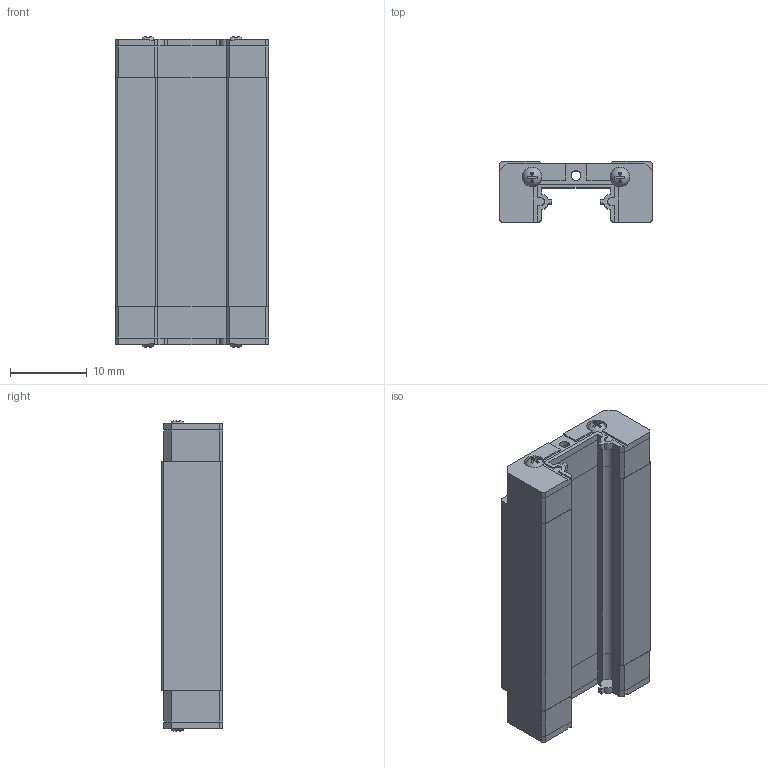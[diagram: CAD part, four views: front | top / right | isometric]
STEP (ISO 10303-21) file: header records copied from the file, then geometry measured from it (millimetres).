
FILE_DESCRIPTION (( 'STEP AP214' ), '1' );
FILE_NAME ('MGN9-H.STEP', '2025-09-18T19:07:34', ( '' ), ( '' ), 'SwSTEP 2.0', 'SolidWorks 2024', '' );
FILE_SCHEMA (( 'AUTOMOTIVE_DESIGN' ));
Length unit declared in the file: millimetre
Products named in the file (1): MGN9-H_По умолчанию
Bounding box: 20 x 8 x 40.67 mm (x, y, z)
Volume: 4326.1 mm3; surface area: 4110.8 mm2
Topology: 9 solids, 9 shells, 267 faces, 743 edges, 494 vertices
Faces by surface type: plane 206, cylinder 49, cone 8, sphere 4
Entity records: 10895 total; most frequent: CARTESIAN_POINT 1493, ORIENTED_EDGE 1470, DIRECTION 1449, EDGE_CURVE 735, LINE 557, VECTOR 557, VERTEX_POINT 490, AXIS2_PLACEMENT_3D 446
